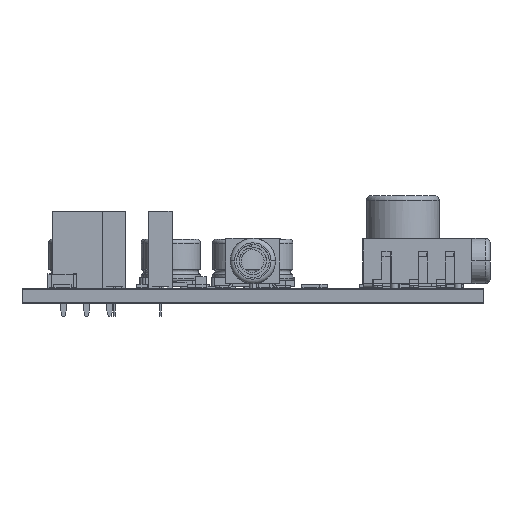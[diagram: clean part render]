
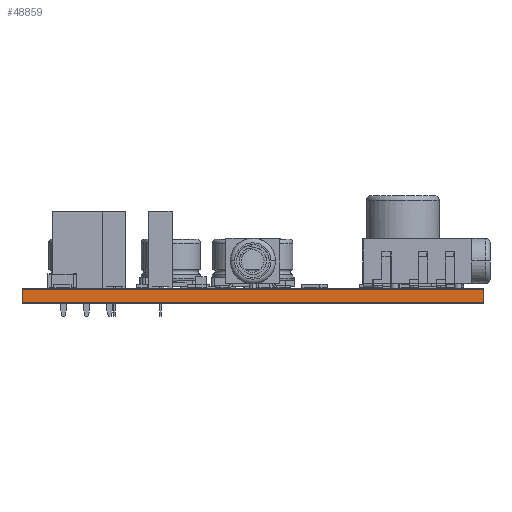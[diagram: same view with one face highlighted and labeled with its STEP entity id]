
A CAD part, left-side view. The second image highlights one B-rep face of the part: STEP entity #48859.
In plain terms, the highlighted planar face has unit normal (-1, 0, 0).
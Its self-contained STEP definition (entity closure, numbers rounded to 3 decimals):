
#48803 = VERTEX_POINT('',#48804);
#48804 = CARTESIAN_POINT('',(91.44,-111.76,1.51));
#48810 = EDGE_CURVE('',#48811,#48803,#48813,.T.);
#48811 = VERTEX_POINT('',#48812);
#48812 = CARTESIAN_POINT('',(91.44,-111.76,0.));
#48813 = LINE('',#48814,#48815);
#48814 = CARTESIAN_POINT('',(91.44,-111.76,0.));
#48815 = VECTOR('',#48816,1.);
#48816 = DIRECTION('',(0.,0.,1.));
#48859 = ADVANCED_FACE('',(#48860),#48885,.T.);
#48860 = FACE_BOUND('',#48861,.T.);
#48861 = EDGE_LOOP('',(#48862,#48863,#48871,#48879));
#48862 = ORIENTED_EDGE('',*,*,#48810,.T.);
#48863 = ORIENTED_EDGE('',*,*,#48864,.T.);
#48864 = EDGE_CURVE('',#48803,#48865,#48867,.T.);
#48865 = VERTEX_POINT('',#48866);
#48866 = CARTESIAN_POINT('',(91.44,-60.96,1.51));
#48867 = LINE('',#48868,#48869);
#48868 = CARTESIAN_POINT('',(91.44,-111.76,1.51));
#48869 = VECTOR('',#48870,1.);
#48870 = DIRECTION('',(0.,1.,0.));
#48871 = ORIENTED_EDGE('',*,*,#48872,.F.);
#48872 = EDGE_CURVE('',#48873,#48865,#48875,.T.);
#48873 = VERTEX_POINT('',#48874);
#48874 = CARTESIAN_POINT('',(91.44,-60.96,0.));
#48875 = LINE('',#48876,#48877);
#48876 = CARTESIAN_POINT('',(91.44,-60.96,0.));
#48877 = VECTOR('',#48878,1.);
#48878 = DIRECTION('',(0.,0.,1.));
#48879 = ORIENTED_EDGE('',*,*,#48880,.F.);
#48880 = EDGE_CURVE('',#48811,#48873,#48881,.T.);
#48881 = LINE('',#48882,#48883);
#48882 = CARTESIAN_POINT('',(91.44,-111.76,0.));
#48883 = VECTOR('',#48884,1.);
#48884 = DIRECTION('',(0.,1.,0.));
#48885 = PLANE('',#48886);
#48886 = AXIS2_PLACEMENT_3D('',#48887,#48888,#48889);
#48887 = CARTESIAN_POINT('',(91.44,-111.76,0.));
#48888 = DIRECTION('',(-1.,0.,0.));
#48889 = DIRECTION('',(0.,1.,0.));
